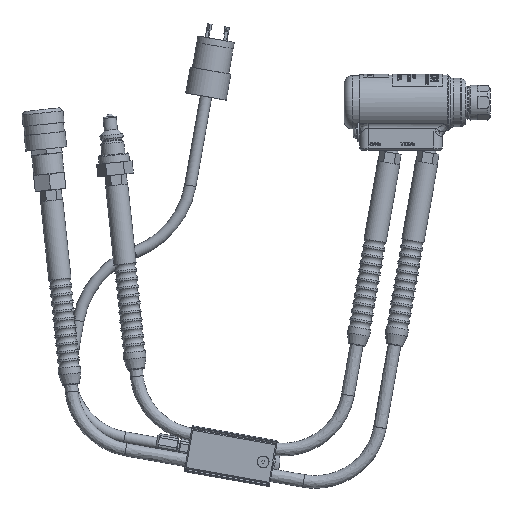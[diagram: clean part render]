
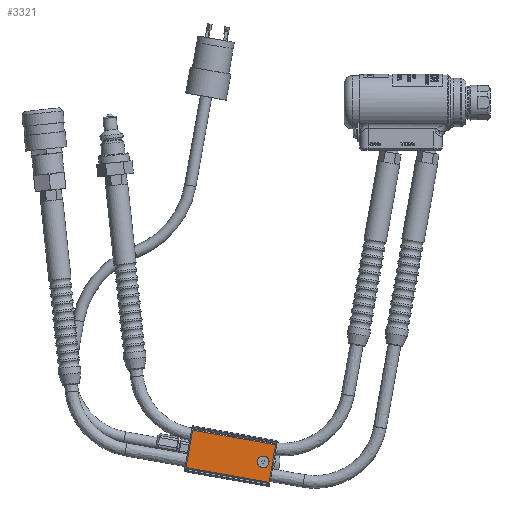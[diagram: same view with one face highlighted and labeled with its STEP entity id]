
A CAD part, left-side view. The second image highlights one B-rep face of the part: STEP entity #3321.
In plain terms, the highlighted planar face has unit normal (-1, 0, 0).
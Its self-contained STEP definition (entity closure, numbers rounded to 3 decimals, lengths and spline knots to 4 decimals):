
#480=CIRCLE('',#48261,0.1775);
#2165=FACE_BOUND('',#10008,.T.);
#2166=FACE_BOUND('',#10009,.T.);
#3321=ADVANCED_FACE('',(#2165,#2166),#5967,.F.);
#5967=PLANE('',#48262);
#10008=EDGE_LOOP('',(#20600,#20601,#20602,#20603));
#10009=EDGE_LOOP('',(#20604));
#13032=LINE('',#65245,#15460);
#13033=LINE('',#65248,#15461);
#13034=LINE('',#65250,#15462);
#13035=LINE('',#65252,#15463);
#15460=VECTOR('',#51409,1.);
#15461=VECTOR('',#51410,1.);
#15462=VECTOR('',#51411,1.);
#15463=VECTOR('',#51412,1.);
#20600=ORIENTED_EDGE('',*,*,#37422,.T.);
#20601=ORIENTED_EDGE('',*,*,#37423,.T.);
#20602=ORIENTED_EDGE('',*,*,#37424,.T.);
#20603=ORIENTED_EDGE('',*,*,#37425,.T.);
#20604=ORIENTED_EDGE('',*,*,#37426,.F.);
#32517=VERTEX_POINT('',#65246);
#32518=VERTEX_POINT('',#65247);
#32519=VERTEX_POINT('',#65249);
#32520=VERTEX_POINT('',#65251);
#32521=VERTEX_POINT('',#65254);
#37422=EDGE_CURVE('',#32517,#32518,#13032,.T.);
#37423=EDGE_CURVE('',#32518,#32519,#13033,.T.);
#37424=EDGE_CURVE('',#32519,#32520,#13034,.T.);
#37425=EDGE_CURVE('',#32520,#32517,#13035,.T.);
#37426=EDGE_CURVE('',#32521,#32521,#480,.T.);
#48261=AXIS2_PLACEMENT_3D('',#65253,#51413,#51414);
#48262=AXIS2_PLACEMENT_3D('',#65255,#51415,#51416);
#51409=DIRECTION('',(0.,-0.174,0.985));
#51410=DIRECTION('',(0.,0.985,0.174));
#51411=DIRECTION('',(0.,0.174,-0.985));
#51412=DIRECTION('',(0.,-0.985,-0.174));
#51413=DIRECTION('',(-1.,0.,0.));
#51414=DIRECTION('',(0.,0.,-1.));
#51415=DIRECTION('',(1.,0.,0.));
#51416=DIRECTION('',(0.,-0.174,0.985));
#65245=CARTESIAN_POINT('',(-0.25,5.7688,-10.3696));
#65246=CARTESIAN_POINT('',(-0.25,5.9746,-11.5366));
#65247=CARTESIAN_POINT('',(-0.25,5.774,-10.3992));
#65248=CARTESIAN_POINT('',(-0.25,8.3247,-9.9494));
#65249=CARTESIAN_POINT('',(-0.25,8.2951,-9.9546));
#65250=CARTESIAN_POINT('',(-0.25,8.5009,-11.1216));
#65251=CARTESIAN_POINT('',(-0.25,8.4957,-11.0921));
#65252=CARTESIAN_POINT('',(-0.25,5.945,-11.5418));
#65253=CARTESIAN_POINT('',(-0.25,6.152,-10.9189));
#65254=CARTESIAN_POINT('',(-0.25,6.152,-11.0964));
#65255=CARTESIAN_POINT('',(-0.25,8.3195,-9.9199));
